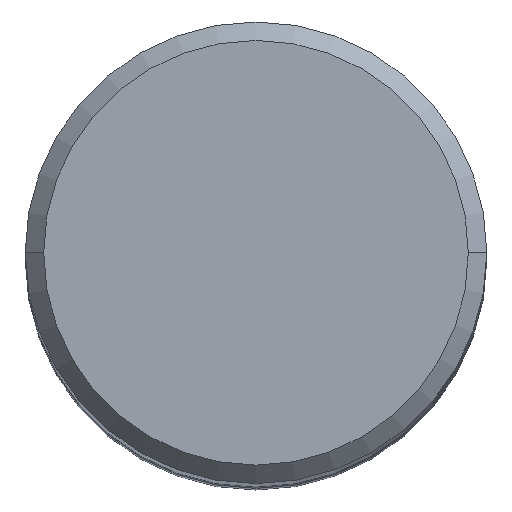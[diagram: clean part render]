
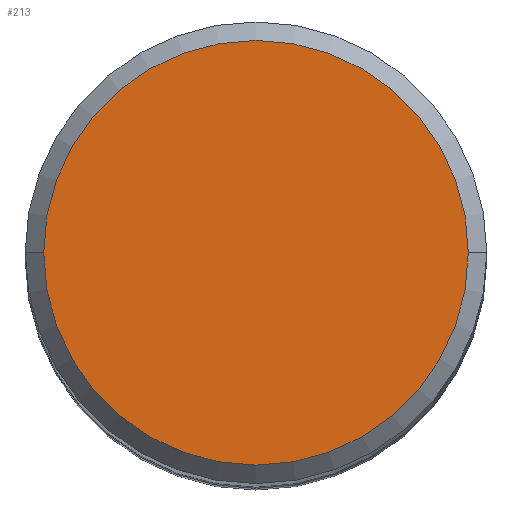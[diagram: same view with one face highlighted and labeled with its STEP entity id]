
A CAD part, top view. The second image highlights one B-rep face of the part: STEP entity #213.
In plain terms, the highlighted planar face has unit normal (0, 0, 1).
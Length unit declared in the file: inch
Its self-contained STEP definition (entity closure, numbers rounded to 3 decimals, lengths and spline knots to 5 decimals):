
#13 = DIRECTION ( 'NONE',  ( 1., 0., 0. ) ) ;
#14 = DIRECTION ( 'NONE',  ( -1., 0., 0. ) ) ;
#126 = DIRECTION ( 'NONE',  ( 0., 0., 1. ) ) ;
#164 = CARTESIAN_POINT ( 'NONE',  ( 0.23, 0., 0. ) ) ;
#193 = AXIS2_PLACEMENT_3D ( 'NONE', #201, #451, #14 ) ;
#201 = CARTESIAN_POINT ( 'NONE',  ( 0., 0.23, 0. ) ) ;
#213 = ADVANCED_FACE ( 'NONE', ( #338 ), #292, .F. ) ;
#247 = CIRCLE ( 'NONE', #381, 0.23 ) ;
#252 = EDGE_CURVE ( 'NONE', #500, #278, #441, .T. ) ;
#278 = VERTEX_POINT ( 'NONE', #164 ) ;
#292 = PLANE ( 'NONE',  #193 ) ;
#297 = ORIENTED_EDGE ( 'NONE', *, *, #401, .T. ) ;
#307 = CARTESIAN_POINT ( 'NONE',  ( 0., 0., 0. ) ) ;
#336 = AXIS2_PLACEMENT_3D ( 'NONE', #307, #429, #556 ) ;
#338 = FACE_OUTER_BOUND ( 'NONE', #468, .T. ) ;
#381 = AXIS2_PLACEMENT_3D ( 'NONE', #514, #126, #13 ) ;
#401 = EDGE_CURVE ( 'NONE', #278, #500, #247, .T. ) ;
#429 = DIRECTION ( 'NONE',  ( 0., 0., 1. ) ) ;
#441 = CIRCLE ( 'NONE', #336, 0.23 ) ;
#451 = DIRECTION ( 'NONE',  ( 0., 0., -1. ) ) ;
#468 = EDGE_LOOP ( 'NONE', ( #520, #297 ) ) ;
#475 = CARTESIAN_POINT ( 'NONE',  ( -0.23, 0., 0. ) ) ;
#500 = VERTEX_POINT ( 'NONE', #475 ) ;
#514 = CARTESIAN_POINT ( 'NONE',  ( 0., 0., 0. ) ) ;
#520 = ORIENTED_EDGE ( 'NONE', *, *, #252, .T. ) ;
#556 = DIRECTION ( 'NONE',  ( 1., 0., 0. ) ) ;
